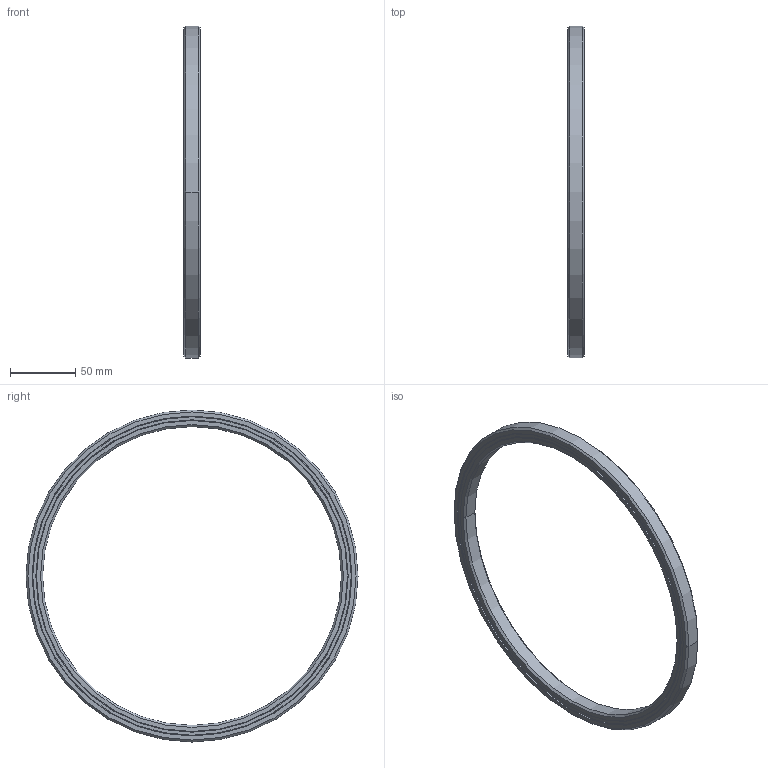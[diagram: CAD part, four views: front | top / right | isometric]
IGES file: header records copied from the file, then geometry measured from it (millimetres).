
Start section: TurboCAD 2016 Professional 23.2, IMSIDesign, LLC
Global section: author: NULL; organization: NULL; date: 20170802.094700; units: inch
Bounding box: 12.7 x 254 x 254 mm (x, y, z)
Surface area: 74844.2 mm2 (no closed solid volume)
Topology: 0 solids, 0 shells, 456 faces, 2658 edges, 2430 vertices
Faces by surface type: revolution 280, extrusion 176
